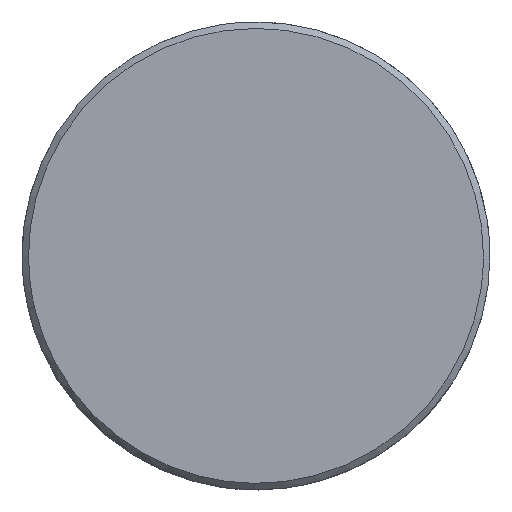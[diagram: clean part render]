
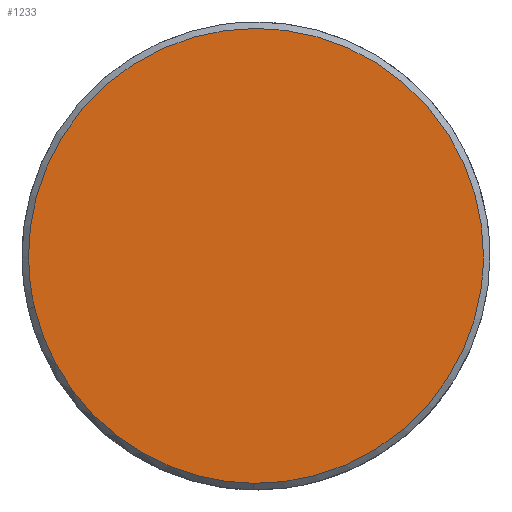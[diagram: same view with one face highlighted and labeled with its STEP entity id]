
A CAD part, top view. The second image highlights one B-rep face of the part: STEP entity #1233.
In plain terms, the highlighted free-form (B-spline) face has degree [1, 1] with [2, 2] control points.
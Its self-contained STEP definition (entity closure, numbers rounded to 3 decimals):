
#288=CARTESIAN_POINT('',(-17.049,-3.948,23.));
#289=VERTEX_POINT('',#288);
#295=CARTESIAN_POINT('',(-17.5,0.0,23.0));
#296=VERTEX_POINT('',#295);
#297=CARTESIAN_POINT('',(-17.5,0.0,23.0));
#298=CARTESIAN_POINT('',(-17.5,-2.,23.));
#299=CARTESIAN_POINT('',(-17.049,-3.948,23.));
#307=(BOUNDED_CURVE()B_SPLINE_CURVE(2,(#297,#298,#299),.UNSPECIFIED.,.F.,.U.)B_SPLINE_CURVE_WITH_KNOTS((3,3),(0.5,0.539),.UNSPECIFIED.)CURVE()GEOMETRIC_REPRESENTATION_ITEM()RATIONAL_B_SPLINE_CURVE((1.0,0.955,0.924))REPRESENTATION_ITEM(''));
#308=EDGE_CURVE('',#296,#289,#307,.T.);
#310=CARTESIAN_POINT('',(17.5,0.0,23.0));
#311=VERTEX_POINT('',#310);
#312=CARTESIAN_POINT('',(17.5,0.0,23.0));
#313=CARTESIAN_POINT('',(17.5,17.5,23.));
#314=CARTESIAN_POINT('',(0.0,17.5,23.0));
#315=CARTESIAN_POINT('',(-17.5,17.5,23.));
#316=CARTESIAN_POINT('',(-17.5,0.0,23.0));
#324=(BOUNDED_CURVE()B_SPLINE_CURVE(2,(#312,#313,#314,#315,#316),.UNSPECIFIED.,.F.,.U.)B_SPLINE_CURVE_WITH_KNOTS((3,2,3),(0.0,0.25,0.5),.UNSPECIFIED.)CURVE()GEOMETRIC_REPRESENTATION_ITEM()RATIONAL_B_SPLINE_CURVE((1.0,0.707,1.0,0.707,1.0))REPRESENTATION_ITEM(''));
#325=EDGE_CURVE('',#311,#296,#324,.T.);
#327=CARTESIAN_POINT('',(-0.153,-17.499,23.));
#328=VERTEX_POINT('',#327);
#329=CARTESIAN_POINT('',(-0.153,-17.499,23.));
#330=CARTESIAN_POINT('',(-0.076,-17.5,23.));
#331=CARTESIAN_POINT('',(0.0,-17.5,23.0));
#332=CARTESIAN_POINT('',(17.5,-17.5,23.));
#333=CARTESIAN_POINT('',(17.5,0.0,23.0));
#341=(BOUNDED_CURVE()B_SPLINE_CURVE(2,(#329,#330,#331,#332,#333),.UNSPECIFIED.,.F.,.U.)B_SPLINE_CURVE_WITH_KNOTS((3,2,3),(0.748,0.75,1.0),.UNSPECIFIED.)CURVE()GEOMETRIC_REPRESENTATION_ITEM()RATIONAL_B_SPLINE_CURVE((0.996,0.998,1.0,0.707,1.0))REPRESENTATION_ITEM(''));
#342=EDGE_CURVE('',#328,#311,#341,.T.);
#444=CARTESIAN_POINT('',(-17.049,-3.948,23.));
#445=CARTESIAN_POINT('',(-13.939,-17.379,23.));
#446=CARTESIAN_POINT('',(-0.153,-17.499,23.));
#454=(BOUNDED_CURVE()B_SPLINE_CURVE(2,(#444,#445,#446),.UNSPECIFIED.,.F.,.U.)B_SPLINE_CURVE_WITH_KNOTS((3,3),(0.539,0.748),.UNSPECIFIED.)CURVE()GEOMETRIC_REPRESENTATION_ITEM()RATIONAL_B_SPLINE_CURVE((0.924,0.754,0.996))REPRESENTATION_ITEM(''));
#455=EDGE_CURVE('',#289,#328,#454,.T.);
#1222=CARTESIAN_POINT('',(-19.248,-19.248,23.0));
#1223=CARTESIAN_POINT('',(19.248,-19.248,23.0));
#1224=CARTESIAN_POINT('',(-19.248,19.248,23.0));
#1225=CARTESIAN_POINT('',(19.248,19.248,23.0));
#1226=B_SPLINE_SURFACE_WITH_KNOTS('',1,1,((#1222,#1224),(#1223,#1225)),.UNSPECIFIED.,.F.,.F.,.U.,(2,2),(2,2),(0.0,38.497),(0.0,38.496),.UNSPECIFIED.);
#1227=ORIENTED_EDGE('',*,*,#325,.T.);
#1228=ORIENTED_EDGE('',*,*,#308,.T.);
#1229=ORIENTED_EDGE('',*,*,#455,.T.);
#1230=ORIENTED_EDGE('',*,*,#342,.T.);
#1231=EDGE_LOOP('',(#1227,#1228,#1229,#1230));
#1232=FACE_OUTER_BOUND('',#1231,.T.);
#1233=ADVANCED_FACE('',(#1232),#1226,.T.);
